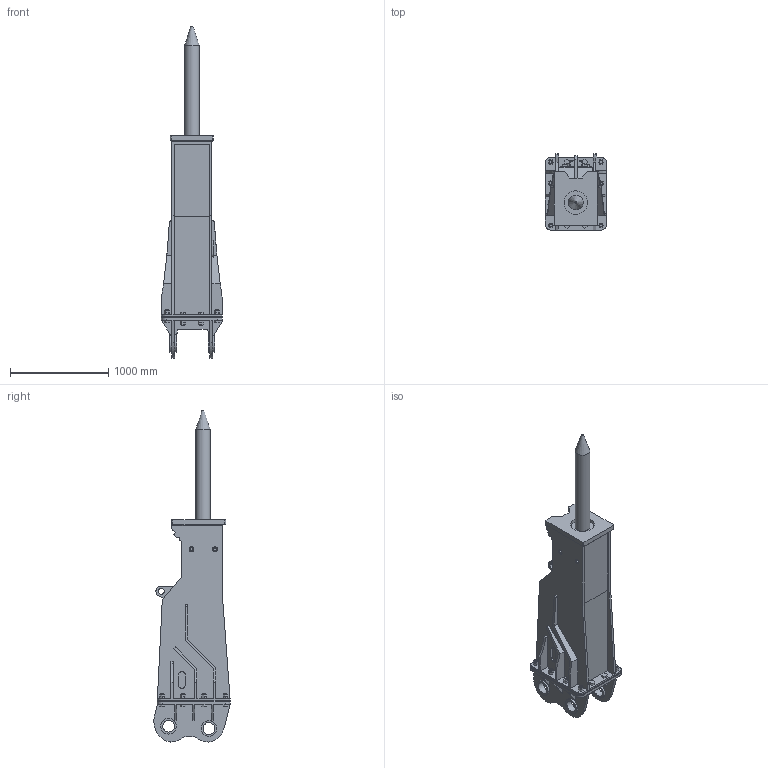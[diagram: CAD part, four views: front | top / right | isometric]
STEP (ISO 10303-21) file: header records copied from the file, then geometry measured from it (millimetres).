
FILE_DESCRIPTION(('STEP AP242'), '1');
FILE_NAME('蜼僽鍎鎀闅', '', ('UNSPECIFIED'), ('UNSPECIFIED'), 'C3D Converter', 'C3D Toolkit', '');
FILE_SCHEMA(('AP242_MANAGED_MODEL_BASED_3D_ENGINEERING_MIM_LF { 1 0 10303 442 1 1 4 }'));
Length unit declared in the file: millimetre
Bounding box: 622.5 x 775.03 x 3380.17 mm (x, y, z)
Volume: 437886292.2 mm3; surface area: 8016198.5 mm2
Topology: 13 solids, 13 shells, 725 faces, 1778 edges, 1167 vertices
Faces by surface type: plane 576, cylinder 138, torus 8, bspline 2, cone 1
Full cylindrical faces by diameter (mm): 20 x4, 30 x21, 50 x9, 60 x1, 120 x4, 150 x1, 160 x8, 240 x1
Entity records: 27063 total; most frequent: CARTESIAN_POINT 3961, ORIENTED_EDGE 3456, DIRECTION 3443, EDGE_CURVE 1728, LINE 1425, VECTOR 1425, VERTEX_POINT 1167, AXIS2_PLACEMENT_3D 1009
